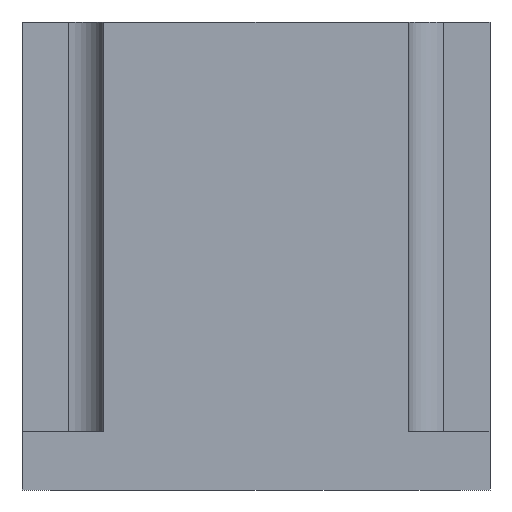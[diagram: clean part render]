
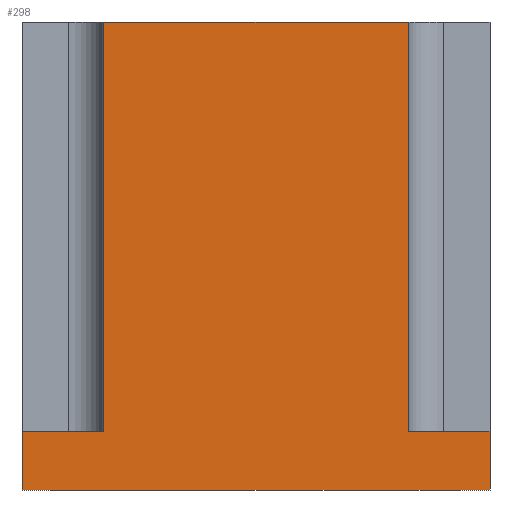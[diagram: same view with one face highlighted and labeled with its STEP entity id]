
A CAD part, front view. The second image highlights one B-rep face of the part: STEP entity #298.
In plain terms, the highlighted planar face has unit normal (0, -1, 0).
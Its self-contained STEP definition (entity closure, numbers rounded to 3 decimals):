
#298 = ADVANCED_FACE ( 'NONE', ( #3686 ), #3079, .F. ) ;
#439 = VERTEX_POINT ( 'NONE', #6339 ) ;
#518 = EDGE_CURVE ( 'NONE', #2722, #2868, #5459, .T. ) ;
#554 = CARTESIAN_POINT ( 'NONE',  ( -13., 0., 5. ) ) ;
#575 = DIRECTION ( 'NONE',  ( 1., 0., 0. ) ) ;
#715 = CARTESIAN_POINT ( 'NONE',  ( 13., 0., 5. ) ) ;
#797 = LINE ( 'NONE', #2997, #2435 ) ;
#996 = VECTOR ( 'NONE', #575, 1000. ) ;
#1035 = VERTEX_POINT ( 'NONE', #6656 ) ;
#1077 = EDGE_CURVE ( 'NONE', #6698, #7300, #3902, .T. ) ;
#1627 = ORIENTED_EDGE ( 'NONE', *, *, #6465, .T. ) ;
#1725 = ORIENTED_EDGE ( 'NONE', *, *, #518, .T. ) ;
#1933 = CARTESIAN_POINT ( 'NONE',  ( -20., 0., 5. ) ) ;
#1957 = VERTEX_POINT ( 'NONE', #715 ) ;
#2059 = LINE ( 'NONE', #4362, #996 ) ;
#2193 = VECTOR ( 'NONE', #2431, 1000. ) ;
#2431 = DIRECTION ( 'NONE',  ( -1., 0., 0. ) ) ;
#2435 = VECTOR ( 'NONE', #3601, 1000. ) ;
#2474 = CARTESIAN_POINT ( 'NONE',  ( -13., 0., 40. ) ) ;
#2610 = AXIS2_PLACEMENT_3D ( 'NONE', #3044, #7130, #4875 ) ;
#2722 = VERTEX_POINT ( 'NONE', #2474 ) ;
#2778 = DIRECTION ( 'NONE',  ( -1., 0., 0. ) ) ;
#2868 = VERTEX_POINT ( 'NONE', #554 ) ;
#2995 = CARTESIAN_POINT ( 'NONE',  ( 13., 0., 40. ) ) ;
#2997 = CARTESIAN_POINT ( 'NONE',  ( -20., 0., 40. ) ) ;
#3044 = CARTESIAN_POINT ( 'NONE',  ( 20., 0., 40. ) ) ;
#3079 = PLANE ( 'NONE',  #2610 ) ;
#3086 = CARTESIAN_POINT ( 'NONE',  ( 20., 0., 0. ) ) ;
#3298 = CARTESIAN_POINT ( 'NONE',  ( 20., 0., 0. ) ) ;
#3379 = LINE ( 'NONE', #3298, #5680 ) ;
#3395 = ORIENTED_EDGE ( 'NONE', *, *, #4413, .T. ) ;
#3577 = ORIENTED_EDGE ( 'NONE', *, *, #4244, .F. ) ;
#3601 = DIRECTION ( 'NONE',  ( 0., 0., -1. ) ) ;
#3629 = CARTESIAN_POINT ( 'NONE',  ( 20., 0., 40. ) ) ;
#3686 = FACE_OUTER_BOUND ( 'NONE', #5928, .T. ) ;
#3737 = VECTOR ( 'NONE', #6370, 1000. ) ;
#3902 = LINE ( 'NONE', #6736, #4554 ) ;
#3960 = ORIENTED_EDGE ( 'NONE', *, *, #6160, .T. ) ;
#3962 = DIRECTION ( 'NONE',  ( -1., 0., 0. ) ) ;
#4243 = VECTOR ( 'NONE', #3962, 1000. ) ;
#4244 = EDGE_CURVE ( 'NONE', #7300, #1035, #3379, .T. ) ;
#4362 = CARTESIAN_POINT ( 'NONE',  ( 20., 0., 5. ) ) ;
#4413 = EDGE_CURVE ( 'NONE', #1957, #439, #4638, .T. ) ;
#4554 = VECTOR ( 'NONE', #5600, 1000. ) ;
#4618 = ORIENTED_EDGE ( 'NONE', *, *, #6782, .T. ) ;
#4638 = LINE ( 'NONE', #2995, #3737 ) ;
#4875 = DIRECTION ( 'NONE',  ( 0., 0., 1. ) ) ;
#4902 = CARTESIAN_POINT ( 'NONE',  ( -13., 0., 40. ) ) ;
#5056 = CARTESIAN_POINT ( 'NONE',  ( 20., 0., 5. ) ) ;
#5071 = ORIENTED_EDGE ( 'NONE', *, *, #5758, .F. ) ;
#5305 = LINE ( 'NONE', #3629, #2193 ) ;
#5459 = LINE ( 'NONE', #4902, #6231 ) ;
#5600 = DIRECTION ( 'NONE',  ( 0., 0., -1. ) ) ;
#5680 = VECTOR ( 'NONE', #2778, 1000. ) ;
#5758 = EDGE_CURVE ( 'NONE', #7354, #2868, #2059, .T. ) ;
#5928 = EDGE_LOOP ( 'NONE', ( #3960, #1725, #5071, #4618, #3577, #6788, #1627, #3395 ) ) ;
#6160 = EDGE_CURVE ( 'NONE', #439, #2722, #5305, .T. ) ;
#6229 = LINE ( 'NONE', #6834, #4243 ) ;
#6231 = VECTOR ( 'NONE', #6322, 1000. ) ;
#6322 = DIRECTION ( 'NONE',  ( 0., 0., -1. ) ) ;
#6339 = CARTESIAN_POINT ( 'NONE',  ( 13., 0., 40. ) ) ;
#6370 = DIRECTION ( 'NONE',  ( 0., 0., 1. ) ) ;
#6465 = EDGE_CURVE ( 'NONE', #6698, #1957, #6229, .T. ) ;
#6656 = CARTESIAN_POINT ( 'NONE',  ( -20., 0., 0. ) ) ;
#6698 = VERTEX_POINT ( 'NONE', #5056 ) ;
#6736 = CARTESIAN_POINT ( 'NONE',  ( 20., 0., 40. ) ) ;
#6782 = EDGE_CURVE ( 'NONE', #7354, #1035, #797, .T. ) ;
#6788 = ORIENTED_EDGE ( 'NONE', *, *, #1077, .F. ) ;
#6834 = CARTESIAN_POINT ( 'NONE',  ( 20., 0., 5. ) ) ;
#7130 = DIRECTION ( 'NONE',  ( 0., 1., 0. ) ) ;
#7300 = VERTEX_POINT ( 'NONE', #3086 ) ;
#7354 = VERTEX_POINT ( 'NONE', #1933 ) ;
